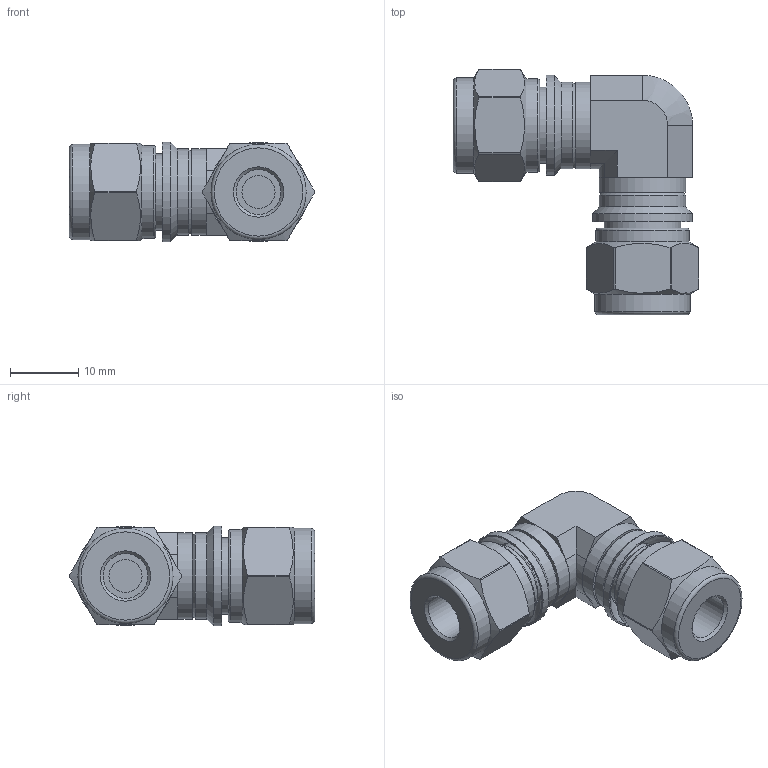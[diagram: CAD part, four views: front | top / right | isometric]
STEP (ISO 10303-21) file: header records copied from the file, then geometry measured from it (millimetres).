
FILE_DESCRIPTION(/* description */ (''),/* implementation_level */ '2;1');
FILE_NAME(/* name */ 'SUEI-4.stp',/* time_stamp */ '2022-07-11T08:31:48+09:00',/* author */ ('user'),/* organization */ (''),/* preprocessor_version */ 'ST-DEVELOPER v18.1',/* originating_system */ 'Autodesk Inventor 2022',/* authorisation */ '');
FILE_SCHEMA (('AUTOMOTIVE_DESIGN { 1 0 10303 214 3 1 1 }'));
Length unit declared in the file: millimetre
Products named in the file (1): SUE-4
Bounding box: 35.82 x 35.82 x 14.6 mm (x, y, z)
Volume: 6709.4 mm3; surface area: 4441 mm2
Topology: 1 solids, 1 shells, 94 faces, 210 edges, 132 vertices
Faces by surface type: plane 38, cylinder 34, cone 18, torus 4
Full cylindrical faces by diameter (mm): 4.826 x2, 6.55 x2, 9.4 x2, 10.1 x2, 11.112 x2, 12.6 x4, 13.6 x2, 13.9 x2, 14.6 x2
Entity records: 2633 total; most frequent: CARTESIAN_POINT 485, DIRECTION 470, ORIENTED_EDGE 420, EDGE_CURVE 210, AXIS2_PLACEMENT_3D 189, VERTEX_POINT 132, EDGE_LOOP 108, FACE_OUTER_BOUND 94
